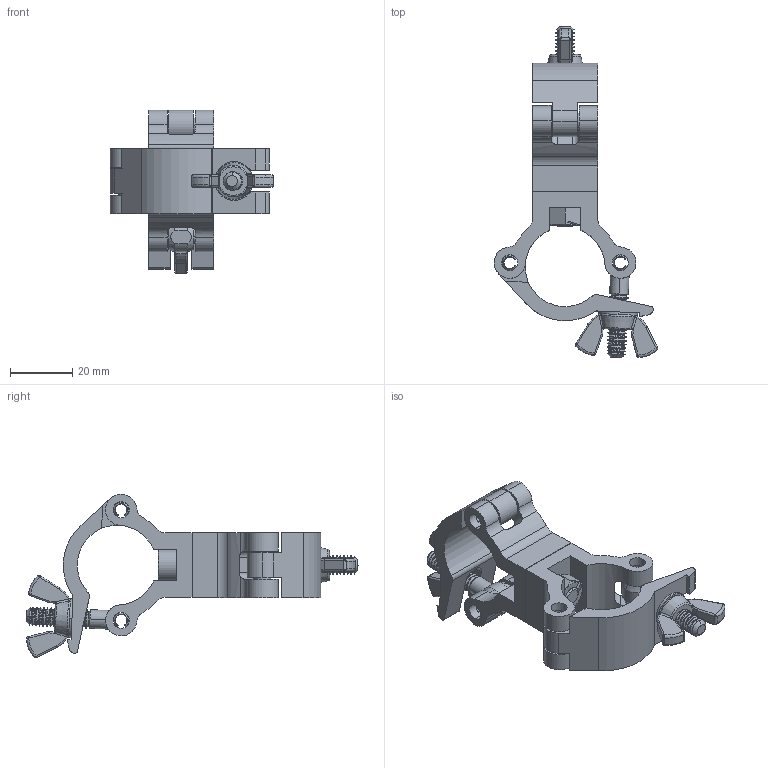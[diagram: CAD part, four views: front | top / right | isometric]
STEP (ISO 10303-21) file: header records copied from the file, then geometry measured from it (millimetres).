
FILE_DESCRIPTION (( 'STEP AP203' ), '1' );
FILE_NAME ('T58875 & T5887501.STEP', '2018-08-13T13:24:07', ( '' ), ( '' ), 'SwSTEP 2.0', 'SolidWorks 2016', '' );
FILE_SCHEMA (( 'CONFIG_CONTROL_DESIGN' ));
Length unit declared in the file: millimetre
Products named in the file (12): TH133; F880_F880 M6 Wing Nut; T58875 & T5887501; B Washer_Bright washer BS 4320 - M6 (Form B); TH2010; Socket Head Cap Screw_Doughty Fastners_ISO 4762 M6 x 16 --- 16S; TH1748; Binx Nut_M6YELL; TH2009_21MM WIDE; T78015; F772; TH655_TH655
Assembly tree (17 placements, depth 3):
  T58875 & T5887501
    TH655_TH655  x2
      TH2010
    TH133  x2
      TH2009_21MM WIDE
    T78015  x2
      TH1748
      B Washer_Bright washer BS 4320 - M6 (Form B)
      F880_F880 M6 Wing Nut
    F772  x4
    Socket Head Cap Screw_Doughty Fastners_ISO 4762 M6 x 16 --- 16S
    Binx Nut_M6YELL
Bounding box: 52.5 x 106.59 x 52.51 mm (x, y, z)
Volume: 27623.8 mm3; surface area: 21878.8 mm2
Topology: 16 solids, 16 shells, 1116 faces, 2560 edges, 1491 vertices
Faces by surface type: cone 340, torus 303, cylinder 233, plane 176, bspline 64
Entity records: 19738 total; most frequent: CARTESIAN_POINT 4234, DIRECTION 3261, ORIENTED_EDGE 2820, EDGE_CURVE 1410, AXIS2_PLACEMENT_3D 1394, VERTEX_POINT 833, CIRCLE 793, EDGE_LOOP 647
